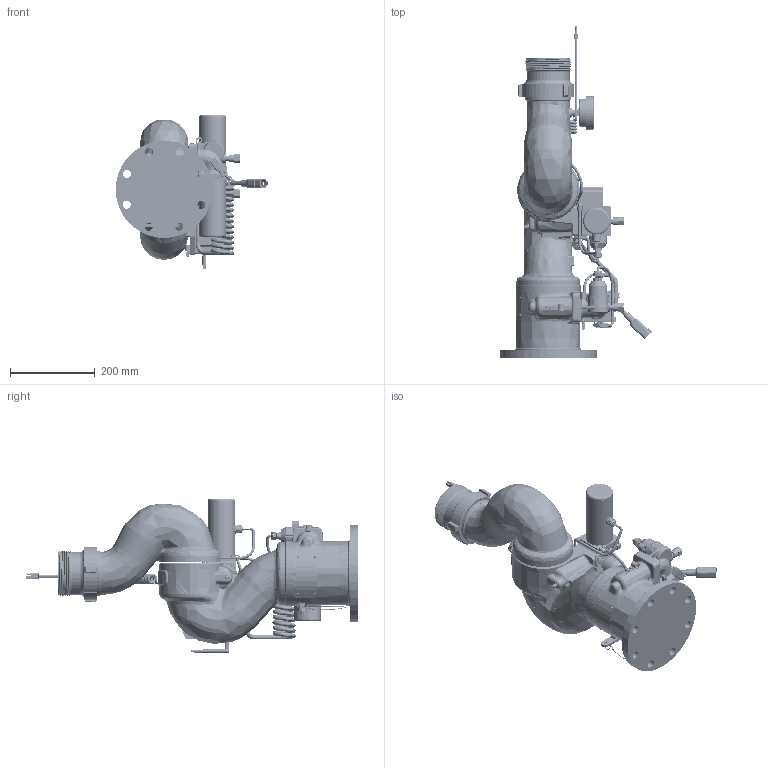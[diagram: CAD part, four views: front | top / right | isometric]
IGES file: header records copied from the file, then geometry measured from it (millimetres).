
Start section: SolidWorks IGES file using analytic representation for surfaces
Global section: file name: 7451_BOA-2000.IGS; native system: SolidWorks 2017; preprocessor: SolidWorks 2017; author: tmott; date: 170816.142318; units: inch
Bounding box: 359.91 x 782.95 x 363.89 mm (x, y, z)
Surface area: 1390458.5 mm2 (no closed solid volume)
Topology: 0 solids, 0 shells, 7705 faces, 87183 edges, 86956 vertices
Faces by surface type: bspline 4178, revolution 3527
